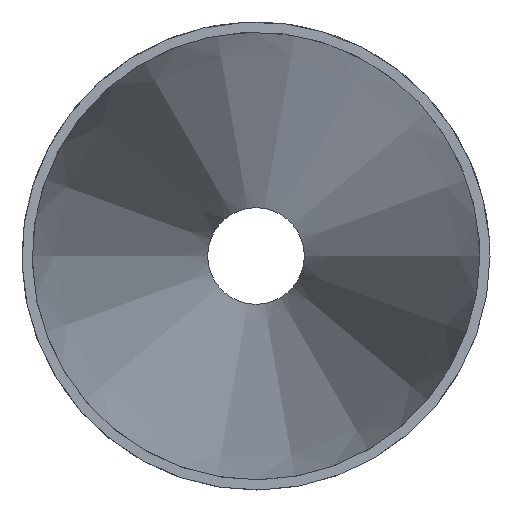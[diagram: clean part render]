
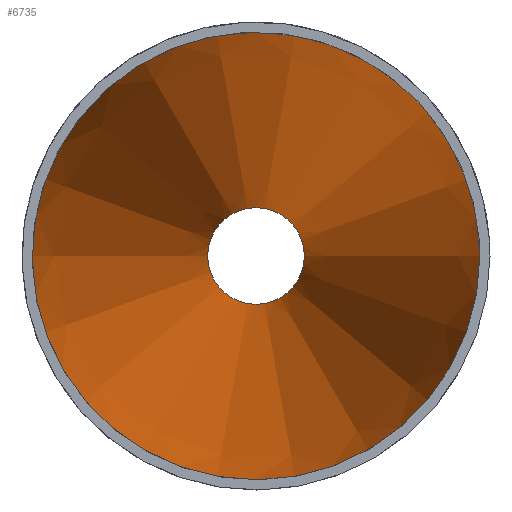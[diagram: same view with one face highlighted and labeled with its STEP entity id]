
A CAD part, left-side view. The second image highlights one B-rep face of the part: STEP entity #6735.
In plain terms, the highlighted conical face has half-angle 7.125 degrees and reference radius 26.924 mm.
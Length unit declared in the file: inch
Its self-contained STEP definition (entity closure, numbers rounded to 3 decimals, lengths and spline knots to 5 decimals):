
#91=FACE_BOUND('',#1200,.T.);
#791=FACE_OUTER_BOUND('',#1199,.T.);
#1199=EDGE_LOOP('',(#6300));
#1200=EDGE_LOOP('',(#6301));
#2254=CIRCLE('',#7070,0.31);
#2257=CIRCLE('',#7076,1.435);
#3298=VERTEX_POINT('',#14923);
#3301=VERTEX_POINT('',#14932);
#4299=EDGE_CURVE('',#3298,#3298,#2254,.T.);
#4302=EDGE_CURVE('',#3301,#3301,#2257,.T.);
#6300=ORIENTED_EDGE('',*,*,#4299,.T.);
#6301=ORIENTED_EDGE('',*,*,#4302,.F.);
#6338=CONICAL_SURFACE('',#7081,1.06,7.125);
#6735=ADVANCED_FACE('',(#791,#91),#6338,.F.);
#7070=AXIS2_PLACEMENT_3D('',#14924,#8210,#8211);
#7076=AXIS2_PLACEMENT_3D('',#14933,#8222,#8223);
#7081=AXIS2_PLACEMENT_3D('',#14940,#8232,#8233);
#8210=DIRECTION('center_axis',(1.,0.,0.));
#8211=DIRECTION('ref_axis',(0.,-1.,0.));
#8222=DIRECTION('center_axis',(1.,0.,0.));
#8223=DIRECTION('ref_axis',(0.,-1.,0.));
#8232=DIRECTION('center_axis',(-1.,0.,0.));
#8233=DIRECTION('ref_axis',(0.,-1.,0.));
#14923=CARTESIAN_POINT('',(9.,-0.31,0.));
#14924=CARTESIAN_POINT('Origin',(9.,0.,0.));
#14932=CARTESIAN_POINT('',(0.,-1.435,0.));
#14933=CARTESIAN_POINT('Origin',(0.,0.,0.));
#14940=CARTESIAN_POINT('Origin',(3.,0.,0.));
